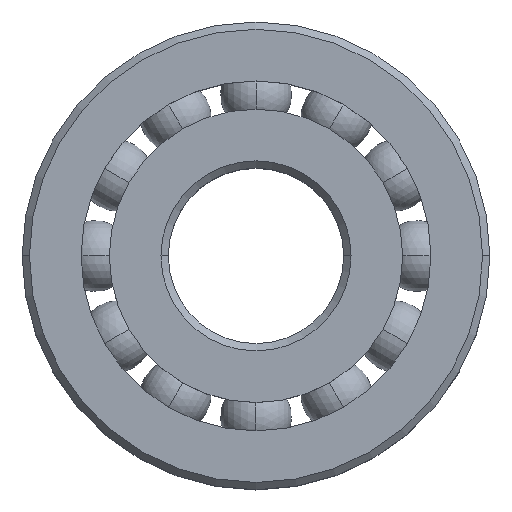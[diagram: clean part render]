
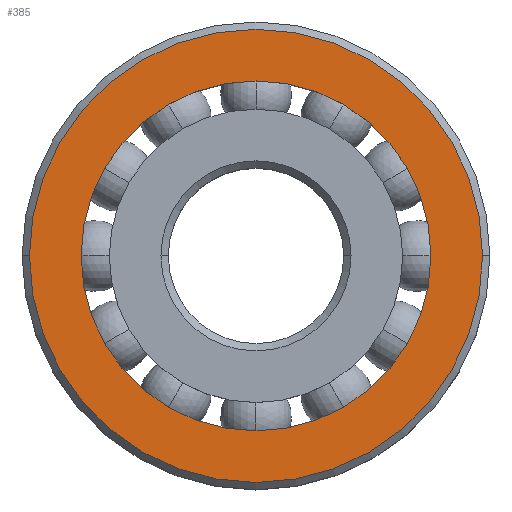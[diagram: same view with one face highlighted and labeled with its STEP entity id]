
A CAD part, top view. The second image highlights one B-rep face of the part: STEP entity #385.
In plain terms, the highlighted planar face has unit normal (0, 0, 1).
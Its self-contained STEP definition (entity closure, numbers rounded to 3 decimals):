
#5 = DIRECTION ( 'NONE',  ( 0., 0., 1. ) ) ;
#8 = EDGE_CURVE ( 'NONE', #78, #149, #797, .T. ) ;
#11 = DIRECTION ( 'NONE',  ( 0., 0., -1. ) ) ;
#54 = CARTESIAN_POINT ( 'NONE',  ( 0., 0., 5. ) ) ;
#74 = EDGE_CURVE ( 'NONE', #242, #915, #1113, .T. ) ;
#78 = VERTEX_POINT ( 'NONE', #87 ) ;
#87 = CARTESIAN_POINT ( 'NONE',  ( 11.967, 0., 5. ) ) ;
#136 = DIRECTION ( 'NONE',  ( 0., 0., 1. ) ) ;
#149 = VERTEX_POINT ( 'NONE', #300 ) ;
#161 = EDGE_CURVE ( 'NONE', #149, #78, #621, .T. ) ;
#201 = CARTESIAN_POINT ( 'NONE',  ( 0., 0., 5. ) ) ;
#209 = AXIS2_PLACEMENT_3D ( 'NONE', #399, #5, #504 ) ;
#242 = VERTEX_POINT ( 'NONE', #964 ) ;
#292 = EDGE_LOOP ( 'NONE', ( #1147, #1322 ) ) ;
#300 = CARTESIAN_POINT ( 'NONE',  ( -11.967, 0., 5. ) ) ;
#385 = ADVANCED_FACE ( 'NONE', ( #903, #450 ), #940, .F. ) ;
#395 = DIRECTION ( 'NONE',  ( 1., 0., 0. ) ) ;
#399 = CARTESIAN_POINT ( 'NONE',  ( 0., 0., 5. ) ) ;
#437 = ORIENTED_EDGE ( 'NONE', *, *, #161, .F. ) ;
#450 = FACE_OUTER_BOUND ( 'NONE', #292, .T. ) ;
#462 = DIRECTION ( 'NONE',  ( 0., 0., 1. ) ) ;
#504 = DIRECTION ( 'NONE',  ( 1., 0., 0. ) ) ;
#621 = CIRCLE ( 'NONE', #774, 11.967 ) ;
#640 = DIRECTION ( 'NONE',  ( -1., 0., 0. ) ) ;
#679 = ORIENTED_EDGE ( 'NONE', *, *, #8, .F. ) ;
#701 = EDGE_LOOP ( 'NONE', ( #679, #437 ) ) ;
#774 = AXIS2_PLACEMENT_3D ( 'NONE', #1267, #136, #1064 ) ;
#797 = CIRCLE ( 'NONE', #841, 11.967 ) ;
#841 = AXIS2_PLACEMENT_3D ( 'NONE', #201, #922, #395 ) ;
#854 = CIRCLE ( 'NONE', #1092, 15.5 ) ;
#860 = DIRECTION ( 'NONE',  ( 1., 0., 0. ) ) ;
#903 = FACE_BOUND ( 'NONE', #701, .T. ) ;
#915 = VERTEX_POINT ( 'NONE', #1043 ) ;
#922 = DIRECTION ( 'NONE',  ( 0., 0., 1. ) ) ;
#940 = PLANE ( 'NONE',  #1042 ) ;
#964 = CARTESIAN_POINT ( 'NONE',  ( -15.5, 0., 5. ) ) ;
#1042 = AXIS2_PLACEMENT_3D ( 'NONE', #1127, #11, #640 ) ;
#1043 = CARTESIAN_POINT ( 'NONE',  ( 15.5, 0., 5. ) ) ;
#1059 = EDGE_CURVE ( 'NONE', #915, #242, #854, .T. ) ;
#1064 = DIRECTION ( 'NONE',  ( 1., 0., 0. ) ) ;
#1092 = AXIS2_PLACEMENT_3D ( 'NONE', #54, #462, #860 ) ;
#1113 = CIRCLE ( 'NONE', #209, 15.5 ) ;
#1127 = CARTESIAN_POINT ( 'NONE',  ( 0., 15.5, 5. ) ) ;
#1147 = ORIENTED_EDGE ( 'NONE', *, *, #74, .T. ) ;
#1267 = CARTESIAN_POINT ( 'NONE',  ( 0., 0., 5. ) ) ;
#1322 = ORIENTED_EDGE ( 'NONE', *, *, #1059, .T. ) ;
